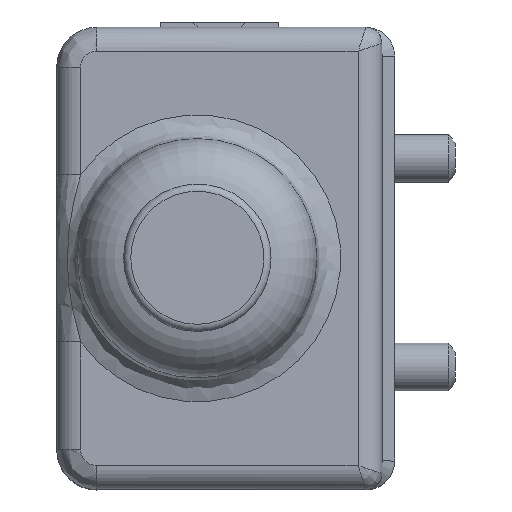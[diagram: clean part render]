
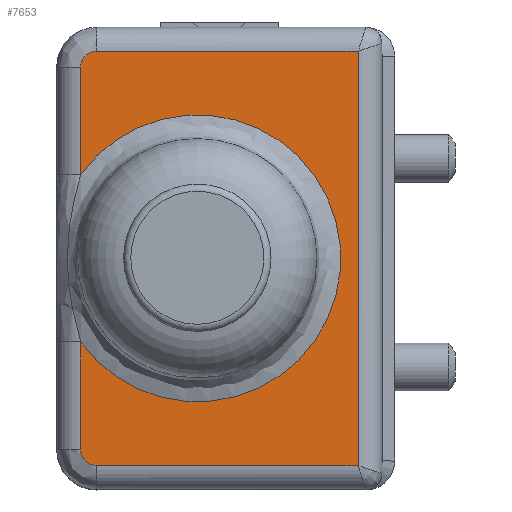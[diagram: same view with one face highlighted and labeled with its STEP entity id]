
A CAD part, top view. The second image highlights one B-rep face of the part: STEP entity #7653.
In plain terms, the highlighted planar face has unit normal (0, 0, 1).
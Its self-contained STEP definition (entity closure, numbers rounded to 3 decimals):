
#680=CIRCLE('',#8282,1.);
#684=CIRCLE('',#8288,1.);
#692=CIRCLE('',#8302,9.);
#1097=FACE_OUTER_BOUND('',#1567,.T.);
#1567=EDGE_LOOP('',(#6787,#6788,#6789,#6790,#6791,#6792,#6793,#6794));
#2264=LINE('',#15311,#2978);
#2266=LINE('',#15344,#2980);
#2267=LINE('',#15347,#2981);
#2268=LINE('',#15380,#2982);
#2271=LINE('',#15384,#2985);
#2978=VECTOR('',#9974,10.);
#2980=VECTOR('',#9984,10.);
#2981=VECTOR('',#9987,10.);
#2982=VECTOR('',#9998,10.);
#2985=VECTOR('',#10003,10.);
#3681=VERTEX_POINT('',#15193);
#3684=VERTEX_POINT('',#15229);
#3685=VERTEX_POINT('',#15277);
#3688=VERTEX_POINT('',#15290);
#3690=VERTEX_POINT('',#15307);
#3692=VERTEX_POINT('',#15337);
#3694=VERTEX_POINT('',#15346);
#3695=VERTEX_POINT('',#15374);
#4720=EDGE_CURVE('',#3685,#3690,#2264,.T.);
#4723=EDGE_CURVE('',#3690,#3692,#680,.T.);
#4725=EDGE_CURVE('',#3692,#3684,#2266,.T.);
#4726=EDGE_CURVE('',#3681,#3694,#2267,.T.);
#4730=EDGE_CURVE('',#3694,#3695,#684,.T.);
#4731=EDGE_CURVE('',#3695,#3688,#2268,.T.);
#4734=EDGE_CURVE('',#3684,#3681,#2271,.T.);
#4750=EDGE_CURVE('',#3688,#3685,#692,.T.);
#6787=ORIENTED_EDGE('',*,*,#4720,.F.);
#6788=ORIENTED_EDGE('',*,*,#4750,.F.);
#6789=ORIENTED_EDGE('',*,*,#4731,.F.);
#6790=ORIENTED_EDGE('',*,*,#4730,.F.);
#6791=ORIENTED_EDGE('',*,*,#4726,.F.);
#6792=ORIENTED_EDGE('',*,*,#4734,.F.);
#6793=ORIENTED_EDGE('',*,*,#4725,.F.);
#6794=ORIENTED_EDGE('',*,*,#4723,.F.);
#7256=PLANE('',#8306);
#7653=ADVANCED_FACE('',(#1097),#7256,.T.);
#8282=AXIS2_PLACEMENT_3D('',#15341,#9979,#9980);
#8288=AXIS2_PLACEMENT_3D('',#15378,#9994,#9995);
#8302=AXIS2_PLACEMENT_3D('',#15761,#10030,#10031);
#8306=AXIS2_PLACEMENT_3D('',#15768,#10039,#10040);
#9974=DIRECTION('',(0.,1.,0.));
#9979=DIRECTION('center_axis',(0.,0.,
-1.));
#9980=DIRECTION('ref_axis',(0.707,0.707,0.));
#9984=DIRECTION('',(1.,0.,0.));
#9987=DIRECTION('',(-1.,0.,0.));
#9994=DIRECTION('center_axis',(0.,0.,
-1.));
#9995=DIRECTION('ref_axis',(0.707,-0.707,0.));
#9998=DIRECTION('',(0.,1.,0.));
#10003=DIRECTION('',(0.,-1.,0.));
#10030=DIRECTION('center_axis',(0.,0.,
1.));
#10031=DIRECTION('ref_axis',(1.,0.,0.));
#10039=DIRECTION('center_axis',(0.,0.,
1.));
#10040=DIRECTION('ref_axis',(1.,0.,0.));
#15193=CARTESIAN_POINT('',(-3.917,1.169,3.546));
#15229=CARTESIAN_POINT('',(-3.917,27.169,3.546));
#15277=CARTESIAN_POINT('',(-21.317,19.409,3.546));
#15290=CARTESIAN_POINT('',(-21.317,8.929,3.546));
#15307=CARTESIAN_POINT('',(-21.317,26.169,3.546));
#15311=CARTESIAN_POINT('',(-21.317,13.669,3.546));
#15337=CARTESIAN_POINT('',(-20.317,27.169,3.546));
#15341=CARTESIAN_POINT('Origin',(-20.317,26.169,3.546));
#15344=CARTESIAN_POINT('',(-17.762,27.169,3.546));
#15346=CARTESIAN_POINT('',(-20.317,1.169,3.546));
#15347=CARTESIAN_POINT('',(-8.262,1.169,3.546));
#15374=CARTESIAN_POINT('',(-21.317,2.169,3.546));
#15378=CARTESIAN_POINT('Origin',(-20.317,2.169,3.546));
#15380=CARTESIAN_POINT('',(-21.317,13.669,3.546));
#15384=CARTESIAN_POINT('',(-3.917,18.919,3.546));
#15761=CARTESIAN_POINT('Origin',(-14.,14.169,3.546));
#15768=CARTESIAN_POINT('Origin',(-14.023,14.169,3.546));
